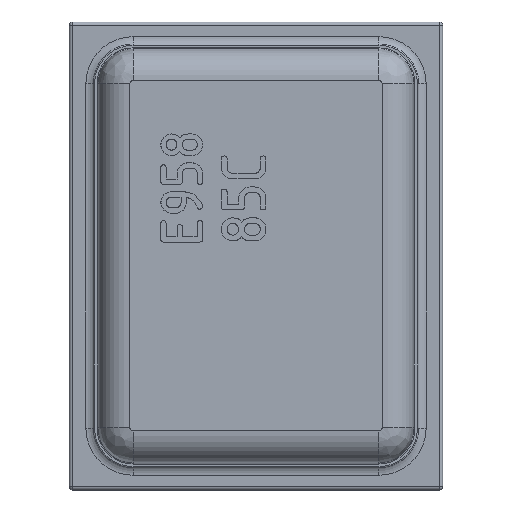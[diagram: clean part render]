
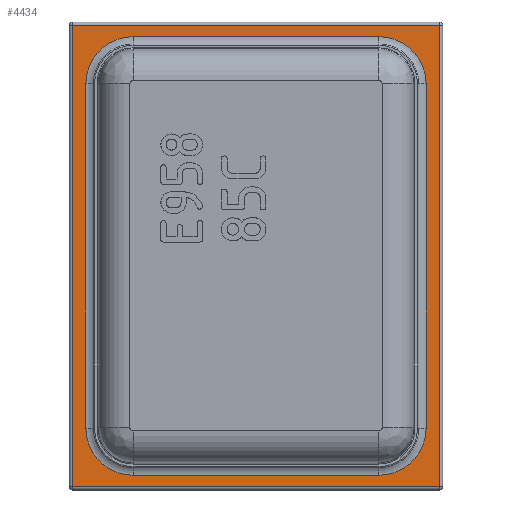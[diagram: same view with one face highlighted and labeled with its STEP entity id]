
A CAD part, top view. The second image highlights one B-rep face of the part: STEP entity #4434.
In plain terms, the highlighted planar face has unit normal (0, 0, 1).
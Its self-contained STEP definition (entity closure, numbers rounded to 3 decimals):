
#409=FACE_BOUND('',#1517,.T.);
#433=PLANE('',#4732);
#518=LINE('',#5779,#860);
#524=LINE('',#5808,#866);
#526=LINE('',#5811,#868);
#528=LINE('',#5814,#870);
#532=LINE('',#5825,#874);
#533=LINE('',#5829,#875);
#534=LINE('',#5833,#876);
#535=LINE('',#5836,#877);
#860=VECTOR('',#4969,10.);
#866=VECTOR('',#5001,10.);
#868=VECTOR('',#5005,10.);
#870=VECTOR('',#5009,10.);
#874=VECTOR('',#5021,10.);
#875=VECTOR('',#5024,10.);
#876=VECTOR('',#5027,10.);
#877=VECTOR('',#5030,10.);
#1248=FACE_OUTER_BOUND('',#1516,.T.);
#1516=EDGE_LOOP('',(#3072,#3073,#3074,#3075));
#1517=EDGE_LOOP('',(#3076,#3077,#3078,#3079,#3080,#3081,#3082,#3083));
#1808=CIRCLE('',#4733,0.379);
#1809=CIRCLE('',#4734,0.379);
#1810=CIRCLE('',#4735,0.379);
#1811=CIRCLE('',#4736,0.379);
#1889=VERTEX_POINT('',#5754);
#1894=VERTEX_POINT('',#5767);
#1899=VERTEX_POINT('',#5783);
#1904=VERTEX_POINT('',#5796);
#1908=VERTEX_POINT('',#5821);
#1909=VERTEX_POINT('',#5822);
#1910=VERTEX_POINT('',#5824);
#1911=VERTEX_POINT('',#5826);
#1912=VERTEX_POINT('',#5828);
#1913=VERTEX_POINT('',#5830);
#1914=VERTEX_POINT('',#5832);
#1915=VERTEX_POINT('',#5834);
#2344=EDGE_CURVE('',#1889,#1894,#518,.T.);
#2358=EDGE_CURVE('',#1894,#1904,#524,.T.);
#2360=EDGE_CURVE('',#1904,#1899,#526,.T.);
#2362=EDGE_CURVE('',#1899,#1889,#528,.T.);
#2366=EDGE_CURVE('',#1908,#1909,#1808,.T.);
#2367=EDGE_CURVE('',#1910,#1908,#532,.T.);
#2368=EDGE_CURVE('',#1911,#1910,#1809,.T.);
#2369=EDGE_CURVE('',#1912,#1911,#533,.T.);
#2370=EDGE_CURVE('',#1913,#1912,#1810,.T.);
#2371=EDGE_CURVE('',#1914,#1913,#534,.T.);
#2372=EDGE_CURVE('',#1915,#1914,#1811,.T.);
#2373=EDGE_CURVE('',#1909,#1915,#535,.T.);
#3072=ORIENTED_EDGE('',*,*,#2344,.F.);
#3073=ORIENTED_EDGE('',*,*,#2362,.F.);
#3074=ORIENTED_EDGE('',*,*,#2360,.F.);
#3075=ORIENTED_EDGE('',*,*,#2358,.F.);
#3076=ORIENTED_EDGE('',*,*,#2366,.F.);
#3077=ORIENTED_EDGE('',*,*,#2367,.F.);
#3078=ORIENTED_EDGE('',*,*,#2368,.F.);
#3079=ORIENTED_EDGE('',*,*,#2369,.F.);
#3080=ORIENTED_EDGE('',*,*,#2370,.F.);
#3081=ORIENTED_EDGE('',*,*,#2371,.F.);
#3082=ORIENTED_EDGE('',*,*,#2372,.F.);
#3083=ORIENTED_EDGE('',*,*,#2373,.F.);
#4434=ADVANCED_FACE('',(#1248,#409),#433,.T.);
#4732=AXIS2_PLACEMENT_3D('',#5820,#5017,#5018);
#4733=AXIS2_PLACEMENT_3D('',#5823,#5019,#5020);
#4734=AXIS2_PLACEMENT_3D('',#5827,#5022,#5023);
#4735=AXIS2_PLACEMENT_3D('',#5831,#5025,#5026);
#4736=AXIS2_PLACEMENT_3D('',#5835,#5028,#5029);
#4969=DIRECTION('',(0.,1.,0.));
#5001=DIRECTION('',(1.,0.,0.));
#5005=DIRECTION('',(0.,-1.,0.));
#5009=DIRECTION('',(-1.,0.,0.));
#5017=DIRECTION('center_axis',(0.,0.,1.));
#5018=DIRECTION('ref_axis',(1.,0.,0.));
#5019=DIRECTION('center_axis',(0.,0.,1.));
#5020=DIRECTION('ref_axis',(0.707,0.707,0.));
#5021=DIRECTION('',(0.,1.,0.));
#5022=DIRECTION('center_axis',(0.,0.,1.));
#5023=DIRECTION('ref_axis',(0.707,-0.707,0.));
#5024=DIRECTION('',(1.,0.,0.));
#5025=DIRECTION('center_axis',(0.,0.,1.));
#5026=DIRECTION('ref_axis',(-0.707,-0.707,0.));
#5027=DIRECTION('',(0.,-1.,0.));
#5028=DIRECTION('center_axis',(0.,0.,1.));
#5029=DIRECTION('ref_axis',(-0.707,0.707,0.));
#5030=DIRECTION('',(-1.,0.,0.));
#5754=CARTESIAN_POINT('',(-1.475,-1.855,0.32));
#5767=CARTESIAN_POINT('',(-1.475,1.855,0.32));
#5779=CARTESIAN_POINT('',(-1.475,0.94,0.32));
#5783=CARTESIAN_POINT('',(1.475,-1.855,0.32));
#5796=CARTESIAN_POINT('',(1.475,1.855,0.32));
#5808=CARTESIAN_POINT('',(0.75,1.855,0.32));
#5811=CARTESIAN_POINT('',(1.475,-0.94,0.32));
#5814=CARTESIAN_POINT('',(-0.75,-1.855,0.32));
#5820=CARTESIAN_POINT('Origin',(0.,0.,0.32));
#5821=CARTESIAN_POINT('',(1.367,1.383,0.32));
#5822=CARTESIAN_POINT('',(0.988,1.762,0.32));
#5823=CARTESIAN_POINT('Origin',(0.988,1.383,0.32));
#5824=CARTESIAN_POINT('',(1.367,-1.383,0.32));
#5825=CARTESIAN_POINT('',(1.367,-0.831,0.32));
#5826=CARTESIAN_POINT('',(0.988,-1.762,0.32));
#5827=CARTESIAN_POINT('Origin',(0.988,-1.383,0.32));
#5828=CARTESIAN_POINT('',(-0.988,-1.762,0.32));
#5829=CARTESIAN_POINT('',(-0.634,-1.762,0.32));
#5830=CARTESIAN_POINT('',(-1.367,-1.383,0.32));
#5831=CARTESIAN_POINT('Origin',(-0.988,-1.383,0.32));
#5832=CARTESIAN_POINT('',(-1.367,1.383,0.32));
#5833=CARTESIAN_POINT('',(-1.367,0.831,0.32));
#5834=CARTESIAN_POINT('',(-0.988,1.762,0.32));
#5835=CARTESIAN_POINT('Origin',(-0.988,1.383,0.32));
#5836=CARTESIAN_POINT('',(0.634,1.762,0.32));
